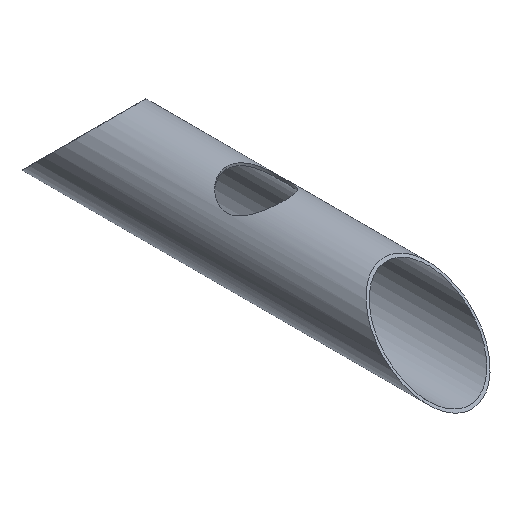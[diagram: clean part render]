
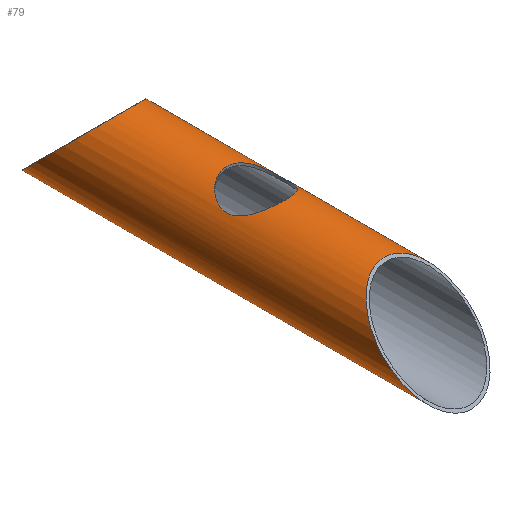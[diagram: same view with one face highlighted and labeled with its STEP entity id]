
A CAD part, isometric view. The second image highlights one B-rep face of the part: STEP entity #79.
In plain terms, the highlighted cylindrical face has radius 76.2 mm (diameter 152.4 mm), a full revolution.
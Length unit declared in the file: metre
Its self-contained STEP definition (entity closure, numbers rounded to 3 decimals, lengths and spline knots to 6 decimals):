
#22=B_SPLINE_CURVE_WITH_KNOTS('',3,(#132,#133,#134,#135,#136,#137,#138,
#139,#140,#141,#142,#143,#144,#145,#146,#147,#148,#149,#150,#151,#152,#153,
#154,#155,#156,#157,#158,#159,#160,#161,#162,#163,#164,#165,#166,#167,#168,
#169,#170,#171,#172,#173,#174,#175,#176,#177,#178,#179,#180,#181,#182,#183,
#184,#185,#186,#187,#188,#189,#190),.UNSPECIFIED.,.T.,.F.,(1,1,1,1,1,1,
1,1,1,1,1,1,1,1,1,1,1,1,1,1,1,1,1,1,1,1,1,1,1,1,1,1,1,1,1,1,1,1,1,1,1,1,
1,1,1,1,1,1,1,1,1,1,1,1,1,1,1,1,1,1,1,1,1),(-0.015382,-0.010255,
-0.005127,0.,0.005127,0.010255,
0.020509,0.025637,0.030764,0.035892,
0.041019,0.046146,0.051274,0.061528,
0.066656,0.071783,0.076911,0.082038,
0.092293,0.09742,0.102547,0.107675,
0.112802,0.117929,0.123057,0.128184,0.133312,
0.138439,0.143566,0.153821,0.158948,
0.164076,0.169203,0.17433,0.184585,
0.189713,0.19484,0.205095,0.215349,
0.220477,0.225604,0.230732,0.235859,0.240986,
0.246114,0.251241,0.256368,0.261496,
0.266623,0.27175,0.276878,0.282005,
0.287133,0.29226,0.297387,0.307642,
0.312769,0.317897,0.323024,0.328152,
0.333279,0.338406,0.348661),.UNSPECIFIED.);
#24=ORIENTED_EDGE('',*,*,#36,.T.);
#25=ORIENTED_EDGE('',*,*,#37,.F.);
#26=ORIENTED_EDGE('',*,*,#38,.F.);
#36=EDGE_CURVE('',#42,#42,#48,.T.);
#37=EDGE_CURVE('',#43,#43,#49,.T.);
#38=EDGE_CURVE('',#44,#44,#22,.T.);
#42=VERTEX_POINT('',#129);
#43=VERTEX_POINT('',#131);
#44=VERTEX_POINT('',#191);
#48=ELLIPSE('',#98,0.107763,0.0762);
#49=ELLIPSE('',#99,0.107763,0.0762);
#52=EDGE_LOOP('',(#24));
#53=EDGE_LOOP('',(#25));
#54=EDGE_LOOP('',(#26));
#64=FACE_BOUND('',#52,.T.);
#65=FACE_BOUND('',#53,.T.);
#66=FACE_BOUND('',#54,.T.);
#76=CYLINDRICAL_SURFACE('',#97,0.0762);
#79=ADVANCED_FACE('',(#64,#65,#66),#76,.T.);
#97=AXIS2_PLACEMENT_3D('',#127,#108,#109);
#98=AXIS2_PLACEMENT_3D('',#128,#110,#111);
#99=AXIS2_PLACEMENT_3D('',#130,#112,#113);
#108=DIRECTION('',(0.,1.,0.));
#109=DIRECTION('',(0.,0.,1.));
#110=DIRECTION('',(0.,0.707,-0.707));
#111=DIRECTION('',(0.,0.707,0.707));
#112=DIRECTION('',(0.,0.707,0.707));
#113=DIRECTION('',(0.,0.707,-0.707));
#127=CARTESIAN_POINT('',(0.,-0.75,0.));
#128=CARTESIAN_POINT('',(0.,-0.6738,0.));
#129=CARTESIAN_POINT('',(0.,-0.5976,0.0762));
#130=CARTESIAN_POINT('',(0.,-0.0762,0.));
#131=CARTESIAN_POINT('',(0.,0.,-0.0762));
#132=CARTESIAN_POINT('',(-0.005195,-0.425621,0.07608));
#133=CARTESIAN_POINT('',(0.000005,-0.425889,0.07626));
#134=CARTESIAN_POINT('',(0.005176,-0.425622,0.076081));
#135=CARTESIAN_POINT('',(0.011889,-0.424595,0.0754));
#136=CARTESIAN_POINT('',(0.018434,-0.422543,0.074056));
#137=CARTESIAN_POINT('',(0.024369,-0.419664,0.072246));
#138=CARTESIAN_POINT('',(0.028593,-0.417085,0.070678));
#139=CARTESIAN_POINT('',(0.032496,-0.414147,0.068964));
#140=CARTESIAN_POINT('',(0.036049,-0.4109,0.06717));
#141=CARTESIAN_POINT('',(0.039293,-0.40732,0.065321));
#142=CARTESIAN_POINT('',(0.043158,-0.402131,0.062867));
#143=CARTESIAN_POINT('',(0.046231,-0.396501,0.06061));
#144=CARTESIAN_POINT('',(0.048549,-0.390236,0.058743));
#145=CARTESIAN_POINT('',(0.049823,-0.385337,0.057661));
#146=CARTESIAN_POINT('',(0.050611,-0.380305,0.056966));
#147=CARTESIAN_POINT('',(0.05098,-0.373346,0.056633));
#148=CARTESIAN_POINT('',(0.050294,-0.366543,0.057258));
#149=CARTESIAN_POINT('',(0.048605,-0.359946,0.058696));
#150=CARTESIAN_POINT('',(0.046906,-0.355286,0.060069));
#151=CARTESIAN_POINT('',(0.044763,-0.350814,0.061688));
#152=CARTESIAN_POINT('',(0.04225,-0.346657,0.063442));
#153=CARTESIAN_POINT('',(0.03938,-0.342787,0.065268));
#154=CARTESIAN_POINT('',(0.036123,-0.339172,0.067131));
#155=CARTESIAN_POINT('',(0.032562,-0.335909,0.068933));
#156=CARTESIAN_POINT('',(0.028703,-0.332993,0.070631));
#157=CARTESIAN_POINT('',(0.024528,-0.330421,0.072194));
#158=CARTESIAN_POINT('',(0.018494,-0.327479,0.074041));
#159=CARTESIAN_POINT('',(0.012091,-0.32545,0.07537));
#160=CARTESIAN_POINT('',(0.005233,-0.324382,0.076079));
#161=CARTESIAN_POINT('',(0.000112,-0.324115,0.076257));
#162=CARTESIAN_POINT('',(-0.005031,-0.324361,0.076093));
#163=CARTESIAN_POINT('',(-0.011888,-0.325401,0.075402));
#164=CARTESIAN_POINT('',(-0.01833,-0.327414,0.074083));
#165=CARTESIAN_POINT('',(-0.02437,-0.330335,0.072247));
#166=CARTESIAN_POINT('',(-0.029951,-0.333742,0.070174));
#167=CARTESIAN_POINT('',(-0.036251,-0.338977,0.067175));
#168=CARTESIAN_POINT('',(-0.041325,-0.345146,0.064084));
#169=CARTESIAN_POINT('',(-0.044722,-0.350738,0.061719));
#170=CARTESIAN_POINT('',(-0.046847,-0.355151,0.060115));
#171=CARTESIAN_POINT('',(-0.04856,-0.359799,0.058734));
#172=CARTESIAN_POINT('',(-0.049844,-0.364755,0.057642));
#173=CARTESIAN_POINT('',(-0.05062,-0.369805,0.056958));
#174=CARTESIAN_POINT('',(-0.050889,-0.374971,0.056716));
#175=CARTESIAN_POINT('',(-0.050622,-0.380188,0.056956));
#176=CARTESIAN_POINT('',(-0.049848,-0.385219,0.057638));
#177=CARTESIAN_POINT('',(-0.048569,-0.390172,0.058726));
#178=CARTESIAN_POINT('',(-0.04685,-0.394842,0.060112));
#179=CARTESIAN_POINT('',(-0.044732,-0.399242,0.061711));
#180=CARTESIAN_POINT('',(-0.0422,-0.40342,0.063475));
#181=CARTESIAN_POINT('',(-0.0393,-0.40731,0.065316));
#182=CARTESIAN_POINT('',(-0.036075,-0.410874,0.067156));
#183=CARTESIAN_POINT('',(-0.032501,-0.414145,0.068963));
#184=CARTESIAN_POINT('',(-0.027259,-0.418084,0.07126));
#185=CARTESIAN_POINT('',(-0.021543,-0.421215,0.073212));
#186=CARTESIAN_POINT('',(-0.01522,-0.423557,0.07472));
#187=CARTESIAN_POINT('',(-0.010239,-0.424845,0.075565));
#188=CARTESIAN_POINT('',(-0.005195,-0.425621,0.07608));
#189=CARTESIAN_POINT('',(0.000005,-0.425889,0.07626));
#190=CARTESIAN_POINT('',(0.005176,-0.425622,0.076081));
#191=CARTESIAN_POINT('',(0.,-0.4258,0.0762));
